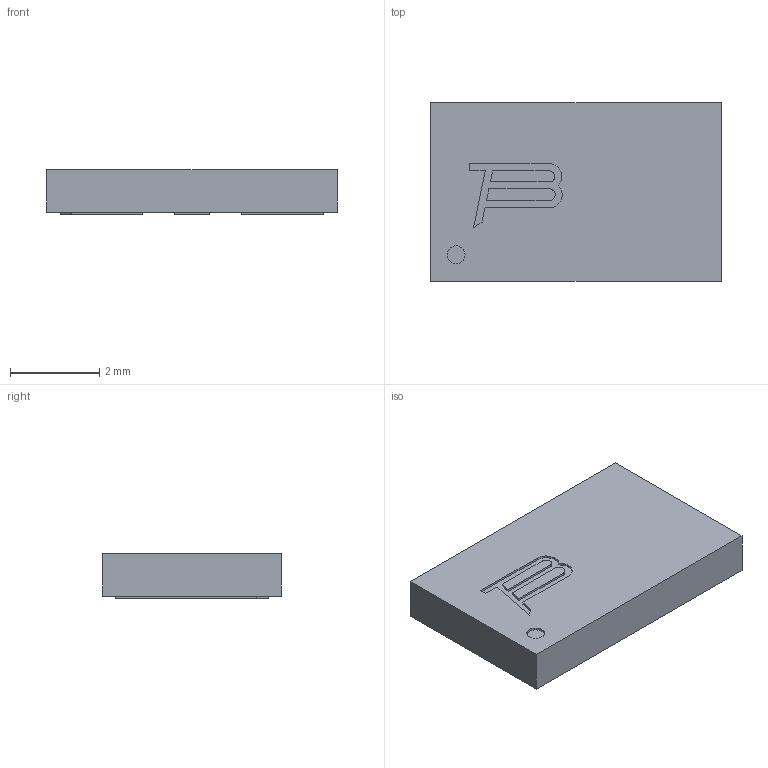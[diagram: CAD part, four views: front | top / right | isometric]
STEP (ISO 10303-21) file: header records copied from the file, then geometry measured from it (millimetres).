
FILE_DESCRIPTION(('STEP AP214'), '1');
FILE_NAME('TBU-CA065', '', ('UNSPECIFIED'), ('UNSPECIFIED'), 'ASCON STEP Converter 1.3', 'ASCON Math Kernel', '');
FILE_SCHEMA(('AUTOMOTIVE_DESIGN { 1 0 10303 214 3 1 1}'));
Length unit declared in the file: millimetre
Bounding box: 6.5 x 4 x 1 mm (x, y, z)
Volume: 25.4 mm3; surface area: 74.2 mm2
Topology: 1 solids, 1 shells, 45 faces, 108 edges, 72 vertices
Faces by surface type: plane 39, cylinder 6
Full cylindrical faces by diameter (mm): 0.4 x1
Entity records: 1693 total; most frequent: CARTESIAN_POINT 225, ORIENTED_EDGE 214, DIRECTION 211, EDGE_CURVE 107, LINE 95, VECTOR 95, VERTEX_POINT 72, AXIS2_PLACEMENT_3D 58
